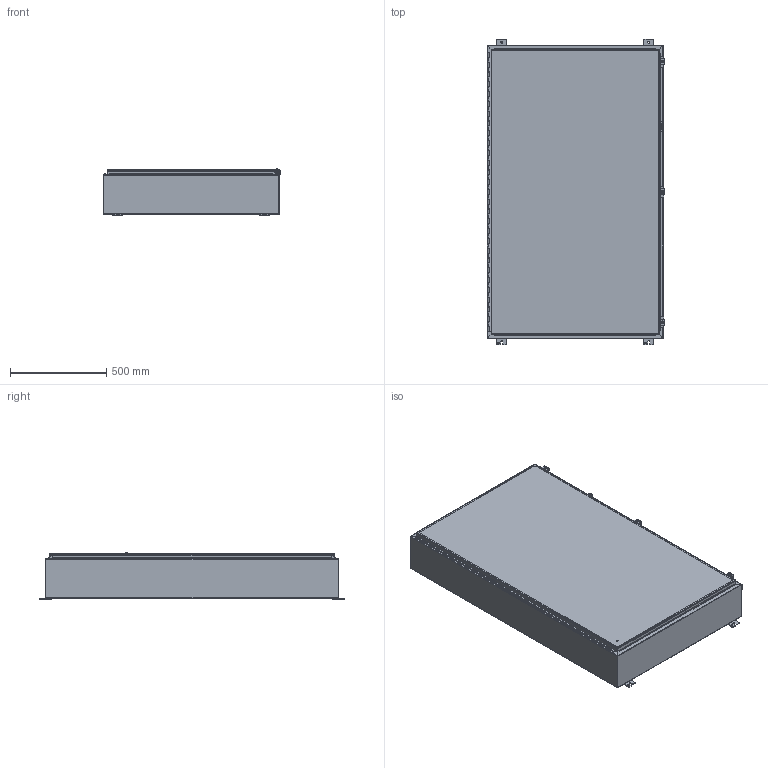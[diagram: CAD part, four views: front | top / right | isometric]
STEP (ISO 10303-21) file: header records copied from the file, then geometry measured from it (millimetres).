
FILE_DESCRIPTION((''),'2;1');
FILE_NAME('N12603608.stp','2012-02-20T15:59:32',('dnichola'),(''),'Autodesk Inventor 2012','Autodesk Inventor 2012','');
FILE_SCHEMA(('AUTOMOTIVE_DESIGN { 1 0 10303 214 1 1 1 1 }'));
Length unit declared in the file: inch
Products named in the file (20): N12603608; 34840; 38413; N123608TB; N12603608BLR; 58x34; 38846; 3293; N126036LID; 30823; 30824; 30824-1; HFW30825-2; HFW30825-3; HFW30825-4; 3889; HSSN1300W56; HSSN1300W56T; HSSN1300W56L; HSSN1300W56P
Assembly tree (34 placements, depth 3):
  N12603608
    34840  x4
    38413
    N123608TB  x2
    N12603608BLR
    58x34
    38846
    3293
    N126036LID
    30823  x3
    30824  x3
      30824-1
      HFW30825-2
      HFW30825-3
      HFW30825-4
    3889  x8
    HSSN1300W56
      HSSN1300W56T
      HSSN1300W56L
      HSSN1300W56P
Bounding box: 922.29 x 1587.5 x 239.02 mm (x, y, z)
Volume: 8137086.7 mm3; surface area: 8488868.8 mm2
Topology: 38 solids, 38 shells, 1357 faces, 3587 edges, 2333 vertices
Faces by surface type: plane 806, cylinder 428, bspline 72, sphere 18, torus 17, cone 16
Full cylindrical faces by diameter (mm): 2.794 x6, 3.048 x1, 3.967 x1, 5.359 x3, 6.35 x4, 7.137 x3, 7.95 x4, 8.382 x16, 8.56 x1, 8.89 x3, 11.125 x4, 12.7 x4, 13.208 x3, 15.875 x8
Entity records: 34344 total; most frequent: CARTESIAN_POINT 7852, ORIENTED_EDGE 5264, DIRECTION 5212, EDGE_CURVE 2632, VECTOR 1864, LINE 1864, VERTEX_POINT 1732, AXIS2_PLACEMENT_3D 1674
